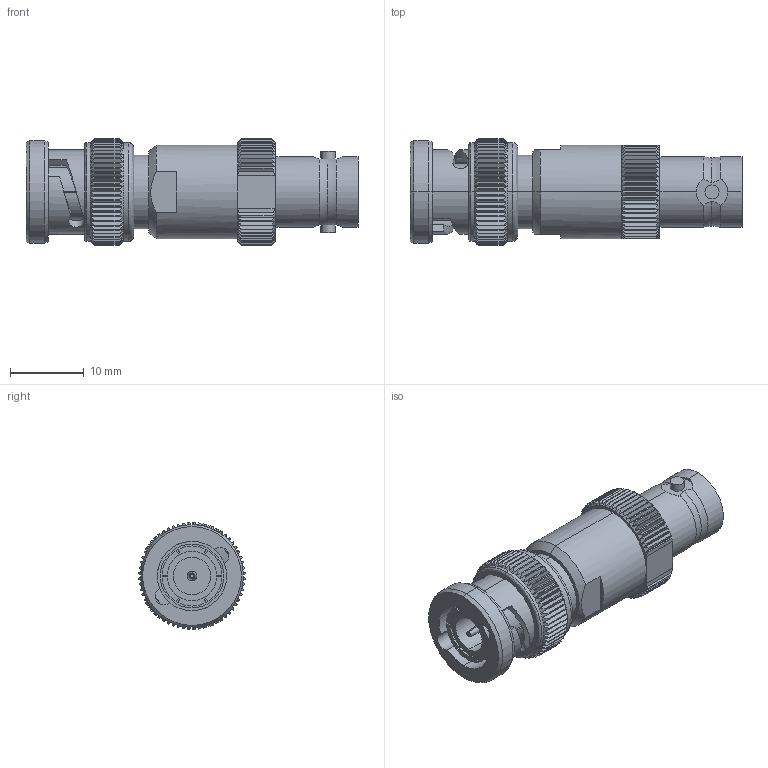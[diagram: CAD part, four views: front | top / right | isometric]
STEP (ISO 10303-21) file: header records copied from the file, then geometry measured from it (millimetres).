
FILE_DESCRIPTION (( 'STEP AP203' ), '1' );
FILE_NAME ('PE6TR00.step', '2018-03-28T16:53:36', ( '' ), ( '' ), 'SwSTEP 2.0', 'SolidWorks 2017', '' );
FILE_SCHEMA (( 'CONFIG_CONTROL_DESIGN' ));
Length unit declared in the file: inch
Products named in the file (1): PE6TR00
Bounding box: 44.96 x 14.46 x 14.48 mm (x, y, z)
Volume: 4228 mm3; surface area: 3742.8 mm2
Topology: 2 solids, 3 shells, 777 faces, 1791 edges, 1031 vertices
Faces by surface type: plane 317, cone 251, cylinder 187, bspline 12, torus 10
Entity records: 23329 total; most frequent: CARTESIAN_POINT 6454, ORIENTED_EDGE 3582, DIRECTION 3442, EDGE_CURVE 1791, AXIS2_PLACEMENT_3D 1423, VERTEX_POINT 1031, EDGE_LOOP 794, FACE_OUTER_BOUND 777
